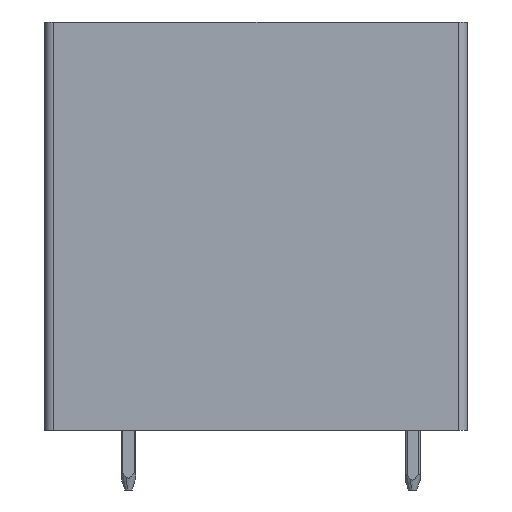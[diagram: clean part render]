
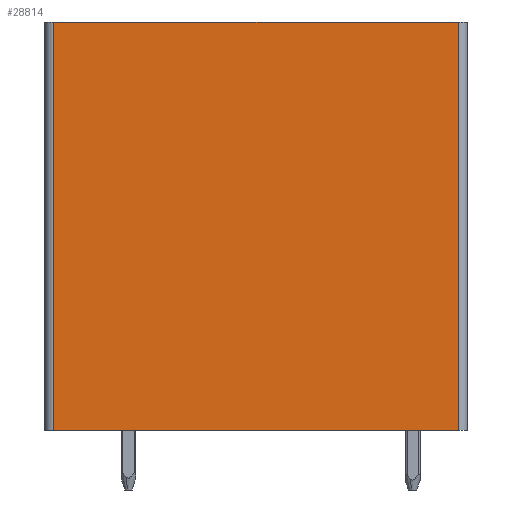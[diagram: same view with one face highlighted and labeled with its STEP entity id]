
A CAD part, left-side view. The second image highlights one B-rep face of the part: STEP entity #28814.
In plain terms, the highlighted planar face has unit normal (-1, 0, 0).
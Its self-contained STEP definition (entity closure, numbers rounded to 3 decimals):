
#28787=AXIS2_PLACEMENT_3D('Plane Axis2P3D',#28784,#28785,#28786) ;
#28755=CARTESIAN_POINT('Vertex',(0.,22.2,3.2)) ;
#28758=CARTESIAN_POINT('Line Origine',(0.,22.2,14.15)) ;
#28762=CARTESIAN_POINT('Vertex',(0.,22.2,25.1)) ;
#28784=CARTESIAN_POINT('Axis2P3D Location',(0.,0.,0.)) ;
#28789=CARTESIAN_POINT('Line Origine',(0.,11.35,25.1)) ;
#28793=CARTESIAN_POINT('Vertex',(0.,0.5,25.1)) ;
#28796=CARTESIAN_POINT('Line Origine',(0.,11.35,3.2)) ;
#28800=CARTESIAN_POINT('Vertex',(0.,0.5,3.2)) ;
#28803=CARTESIAN_POINT('Line Origine',(0.,0.5,14.15)) ;
#28759=DIRECTION('Vector Direction',(0.,0.,1.)) ;
#28785=DIRECTION('Axis2P3D Direction',(-1.,0.,0.)) ;
#28786=DIRECTION('Axis2P3D XDirection',(0.,0.,1.)) ;
#28790=DIRECTION('Vector Direction',(0.,-1.,0.)) ;
#28797=DIRECTION('Vector Direction',(0.,-1.,0.)) ;
#28804=DIRECTION('Vector Direction',(0.,0.,1.)) ;
#28760=VECTOR('Line Direction',#28759,1.) ;
#28791=VECTOR('Line Direction',#28790,1.) ;
#28798=VECTOR('Line Direction',#28797,1.) ;
#28805=VECTOR('Line Direction',#28804,1.) ;
#28809=ORIENTED_EDGE('',*,*,#28795,.T.) ;
#28810=ORIENTED_EDGE('',*,*,#28764,.T.) ;
#28811=ORIENTED_EDGE('',*,*,#28802,.T.) ;
#28812=ORIENTED_EDGE('',*,*,#28807,.T.) ;
#28814=ADVANCED_FACE('HOUSING',(#28813),#28788,.T.) ;
#28764=EDGE_CURVE('',#28763,#28756,#28761,.F.) ;
#28795=EDGE_CURVE('',#28794,#28763,#28792,.F.) ;
#28802=EDGE_CURVE('',#28756,#28801,#28799,.T.) ;
#28807=EDGE_CURVE('',#28801,#28794,#28806,.T.) ;
#28808=EDGE_LOOP('',(#28809,#28810,#28811,#28812)) ;
#28813=FACE_OUTER_BOUND('',#28808,.T.) ;
#28761=LINE('Line',#28758,#28760) ;
#28792=LINE('Line',#28789,#28791) ;
#28799=LINE('Line',#28796,#28798) ;
#28806=LINE('Line',#28803,#28805) ;
#28788=PLANE('',#28787) ;
#28756=VERTEX_POINT('',#28755) ;
#28763=VERTEX_POINT('',#28762) ;
#28794=VERTEX_POINT('',#28793) ;
#28801=VERTEX_POINT('',#28800) ;
